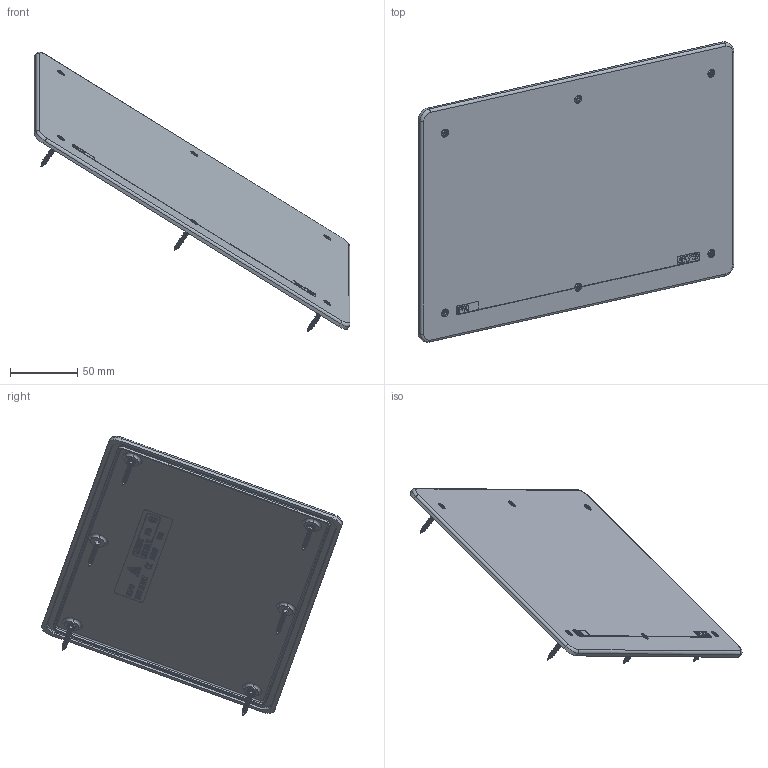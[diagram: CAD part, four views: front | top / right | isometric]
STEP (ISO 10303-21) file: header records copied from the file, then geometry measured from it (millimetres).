
FILE_DESCRIPTION(('CATIA V5 STEP Exchange'),'2;1');
FILE_NAME('BLCG07C.stp','2023-09-25T11:46:03+00:00',('none'),('none'),'CATIA Version 5-6 Release 2016 SP6','CATIA V5 STEP AP203','none');
FILE_SCHEMA(('CONFIG_CONTROL_DESIGN'));
Products named in the file (1): BLCG07C
Assembly tree (8 placements, depth 2):
  BLCG07C
    #57
    #80130  x6
    #85188
Bounding box: 234.77 x 223.43 x 207.69 mm (x, y, z)
Volume: 113851.1 mm3; surface area: 114438.6 mm2
Topology: 7 solids, 7 shells, 3217 faces, 9145 edges, 6044 vertices
Faces by surface type: plane 2596, cylinder 403, torus 92, cone 60, bspline 42, sphere 24
Entity records: 85210 total; most frequent: CARTESIAN_POINT 17085, ORIENTED_EDGE 15152, DIRECTION 12236, EDGE_CURVE 7576, VECTOR 7055, LINE 7055, VERTEX_POINT 5020, EDGE_LOOP 2776
